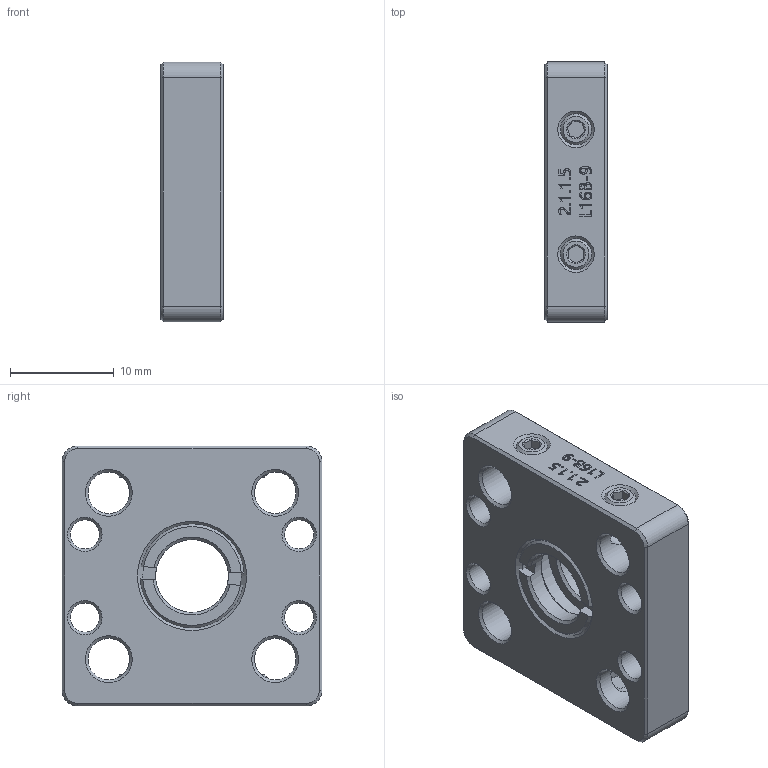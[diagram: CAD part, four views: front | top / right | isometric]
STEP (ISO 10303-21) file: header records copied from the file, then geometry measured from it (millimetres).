
FILE_DESCRIPTION (( 'STEP AP203' ), '1' );
FILE_NAME ('530175.STEP', '2025-05-07T05:44:56', ( 'Windows User' ), ( 'P R C' ), 'SwSTEP 2.0', 'SolidWorks 2020', '' );
FILE_SCHEMA (( 'CONFIG_CONTROL_DESIGN' ));
Length unit declared in the file: millimetre
Products named in the file (1): 530175
Bounding box: 6 x 25 x 25 mm (x, y, z)
Volume: 2974.7 mm3; surface area: 2761.6 mm2
Topology: 7 solids, 7 shells, 284 faces, 733 edges, 478 vertices
Faces by surface type: plane 135, bspline 66, cone 58, cylinder 25
Full cylindrical faces by diameter (mm): 2.5 x4, 2.8 x4, 3 x4, 4 x4, 7 x2, 9.5 x1, 10 x2
Entity records: 11505 total; most frequent: CARTESIAN_POINT 5415, ORIENTED_EDGE 1264, DIRECTION 1006, EDGE_CURVE 632, VERTEX_POINT 440, EDGE_LOOP 392, VECTOR 336, LINE 336
